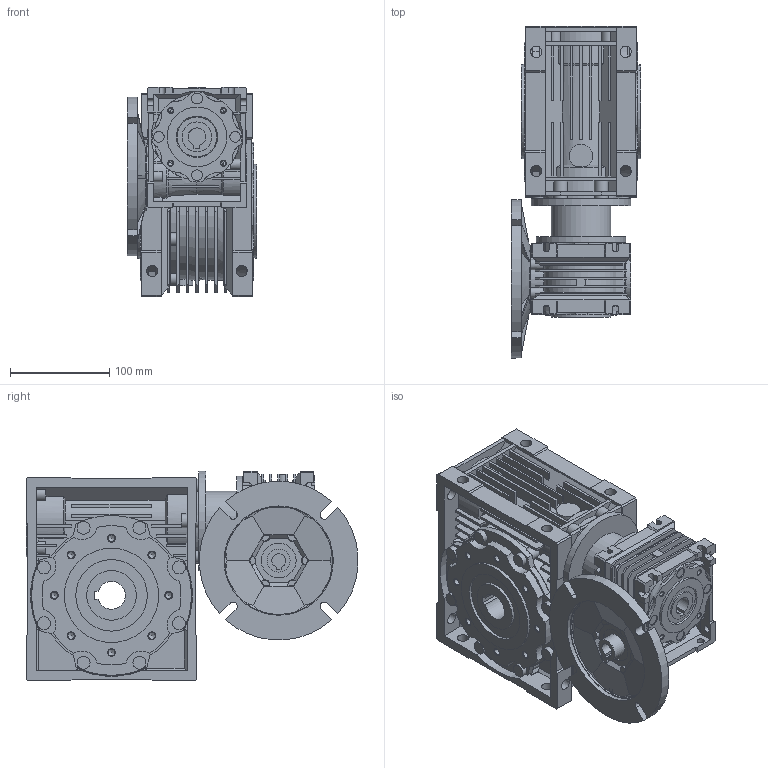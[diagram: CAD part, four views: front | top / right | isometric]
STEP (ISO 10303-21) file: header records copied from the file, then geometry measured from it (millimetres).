
FILE_DESCRIPTION(('STEP AP203'), '1');
FILE_NAME('DRV 040-075 (UB1)', '', ('UNSPECIFIED'), ('UNSPECIFIED'), 'ASCON STEP Converter 1.3', 'ASCON Math Kernel', '');
FILE_SCHEMA(('CONFIG_CONTROL_DESIGN'));
Length unit declared in the file: millimetre
Products named in the file (11): _Gear unit 75; _075-28 (120); _VB 075-28 (28); 1; 2; _VB 040-14 (14); _40-71 B5
Assembly tree (10 placements, depth 3):
  (unnamed)
    (unnamed)
      _Gear unit 75
      _075-28 (120)
      _VB 075-28 (28)
    (unnamed)
    (unnamed)
      1
      2
      _VB 040-14 (14)
      _40-71 B5
Bounding box: 130 x 334.04 x 211 mm (x, y, z)
Volume: 3606119.5 mm3; surface area: 676620.9 mm2
Topology: 8 solids, 8 shells, 1632 faces, 4583 edges, 2997 vertices
Faces by surface type: plane 1109, cylinder 396, cone 123, torus 4
Full cylindrical faces by diameter (mm): 4.917 x10, 5.55 x3, 6.647 x16, 7 x6, 7.45 x4, 10 x6, 10.8 x4, 11 x6, 11.38 x14, 13 x8, 16 x1, 23 x2, 28 x1, 30 x3, 35 x1, 36 x1, 39 x1, 40 x2, 42 x1, 46 x1, 47 x1, 50 x2, 60 x6, 62 x1, 65 x1, 67.5 x1, 68 x3, 72 x2, 75 x1, 90 x1
Entity records: 69748 total; most frequent: CARTESIAN_POINT 14484, ORIENTED_EDGE 8776, DIRECTION 8426, EDGE_CURVE 4388, VERTEX_POINT 2973, LINE 2850, VECTOR 2850, AXIS2_PLACEMENT_3D 2788
